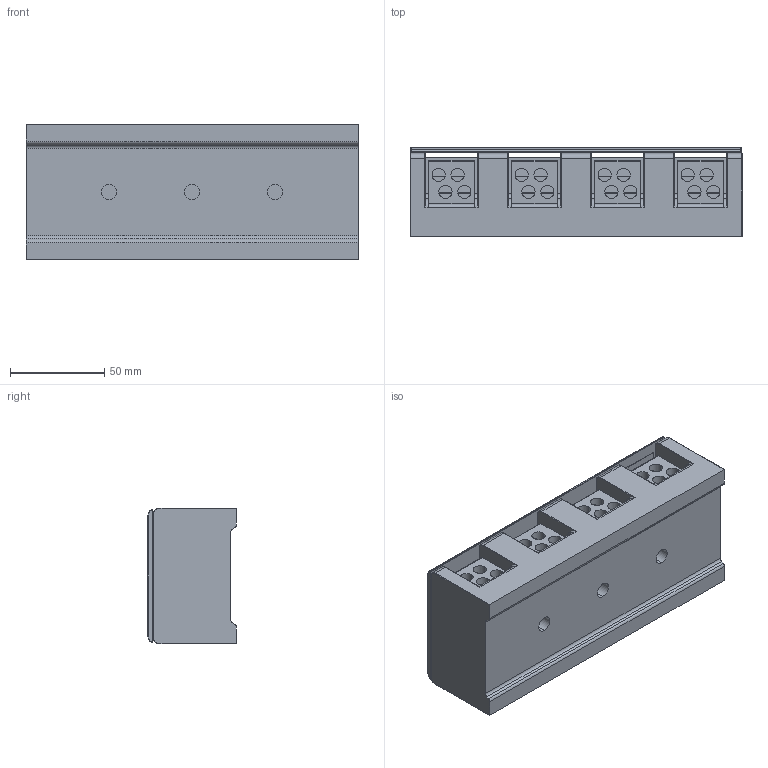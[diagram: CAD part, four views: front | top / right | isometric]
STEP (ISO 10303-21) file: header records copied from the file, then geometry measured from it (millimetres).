
FILE_DESCRIPTION((''),'2;1');
FILE_NAME('1111','2022-12-13T',('Administrator'),(''),'PRO/ENGINEER BY PARAMETRIC TECHNOLOGY CORPORATION, 2013230','PRO/ENGINEER BY PARAMETRIC TECHNOLOGY CORPORATION, 2013230','');
FILE_SCHEMA(('CONFIG_CONTROL_DESIGN'));
Products named in the file (1): 1111
Bounding box: 176 x 47 x 72 mm (x, y, z)
Volume: 393738.7 mm3; surface area: 115860.4 mm2
Topology: 1 solids, 1 shells, 1842 faces, 5152 edges, 3344 vertices
Faces by surface type: plane 1288, cylinder 338, bspline 132, torus 44, cone 24, sphere 16
Entity records: 78126 total; most frequent: CARTESIAN_POINT 19561, ORIENTED_EDGE 10256, DIRECTION 8715, EDGE_CURVE 5128, VECTOR 3979, LINE 3979, VERTEX_POINT 3344, AXIS2_PLACEMENT_3D 2368
